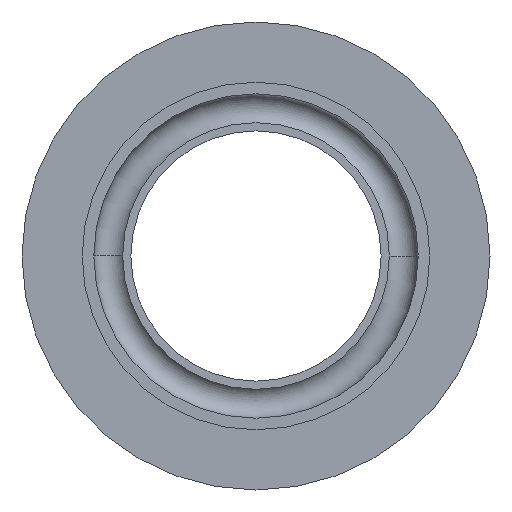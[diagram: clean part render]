
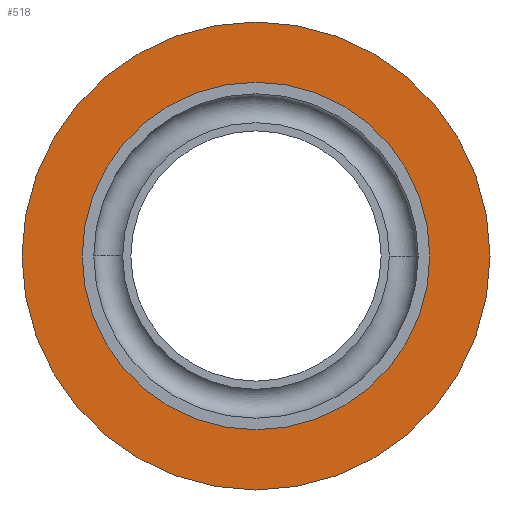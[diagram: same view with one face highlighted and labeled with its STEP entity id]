
A CAD part, left-side view. The second image highlights one B-rep face of the part: STEP entity #518.
In plain terms, the highlighted planar face has unit normal (-1, 0, 0).
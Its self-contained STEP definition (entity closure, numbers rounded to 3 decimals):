
#28 = CARTESIAN_POINT ( 'NONE',  ( -10.38, 12.115, 0. ) ) ;
#63 = CARTESIAN_POINT ( 'NONE',  ( -10.38, 37.365, 0. ) ) ;
#79 = CIRCLE ( 'NONE', #117, 18.75 ) ;
#90 = CARTESIAN_POINT ( 'NONE',  ( -10.38, 12.115, 0. ) ) ;
#104 = DIRECTION ( 'NONE',  ( -1., 0., 0. ) ) ;
#117 = AXIS2_PLACEMENT_3D ( 'NONE', #28, #815, #560 ) ;
#140 = CARTESIAN_POINT ( 'NONE',  ( -10.38, 12.115, 0. ) ) ;
#144 = AXIS2_PLACEMENT_3D ( 'NONE', #204, #727, #272 ) ;
#163 = AXIS2_PLACEMENT_3D ( 'NONE', #140, #215, #663 ) ;
#195 = EDGE_CURVE ( 'NONE', #557, #635, #290, .T. ) ;
#204 = CARTESIAN_POINT ( 'NONE',  ( -10.38, 12.115, 0. ) ) ;
#215 = DIRECTION ( 'NONE',  ( -1., 0., 0. ) ) ;
#250 = DIRECTION ( 'NONE',  ( 1., 0., 0. ) ) ;
#272 = DIRECTION ( 'NONE',  ( 0., -1., 0. ) ) ;
#290 = CIRCLE ( 'NONE', #144, 25.25 ) ;
#298 = CIRCLE ( 'NONE', #633, 25.25 ) ;
#333 = CARTESIAN_POINT ( 'NONE',  ( -10.38, -6.635, 0. ) ) ;
#353 = EDGE_CURVE ( 'NONE', #721, #427, #79, .T. ) ;
#354 = ORIENTED_EDGE ( 'NONE', *, *, #649, .F. ) ;
#363 = DIRECTION ( 'NONE',  ( 0., -1., 0. ) ) ;
#388 = DIRECTION ( 'NONE',  ( 0., 1., 0. ) ) ;
#426 = CIRCLE ( 'NONE', #163, 18.75 ) ;
#427 = VERTEX_POINT ( 'NONE', #639 ) ;
#480 = AXIS2_PLACEMENT_3D ( 'NONE', #63, #250, #388 ) ;
#488 = EDGE_LOOP ( 'NONE', ( #651, #594 ) ) ;
#504 = CARTESIAN_POINT ( 'NONE',  ( -10.38, 37.365, 0. ) ) ;
#518 = ADVANCED_FACE ( 'NONE', ( #840, #521 ), #577, .F. ) ;
#521 = FACE_OUTER_BOUND ( 'NONE', #488, .T. ) ;
#557 = VERTEX_POINT ( 'NONE', #504 ) ;
#560 = DIRECTION ( 'NONE',  ( 0., -1., 0. ) ) ;
#577 = PLANE ( 'NONE',  #480 ) ;
#594 = ORIENTED_EDGE ( 'NONE', *, *, #195, .T. ) ;
#628 = ORIENTED_EDGE ( 'NONE', *, *, #353, .F. ) ;
#633 = AXIS2_PLACEMENT_3D ( 'NONE', #90, #104, #363 ) ;
#635 = VERTEX_POINT ( 'NONE', #729 ) ;
#639 = CARTESIAN_POINT ( 'NONE',  ( -10.38, 30.865, 0. ) ) ;
#649 = EDGE_CURVE ( 'NONE', #427, #721, #426, .T. ) ;
#651 = ORIENTED_EDGE ( 'NONE', *, *, #755, .T. ) ;
#663 = DIRECTION ( 'NONE',  ( 0., -1., 0. ) ) ;
#721 = VERTEX_POINT ( 'NONE', #333 ) ;
#727 = DIRECTION ( 'NONE',  ( -1., 0., 0. ) ) ;
#729 = CARTESIAN_POINT ( 'NONE',  ( -10.38, -13.135, 0. ) ) ;
#755 = EDGE_CURVE ( 'NONE', #635, #557, #298, .T. ) ;
#815 = DIRECTION ( 'NONE',  ( -1., 0., 0. ) ) ;
#840 = FACE_BOUND ( 'NONE', #843, .T. ) ;
#843 = EDGE_LOOP ( 'NONE', ( #628, #354 ) ) ;
